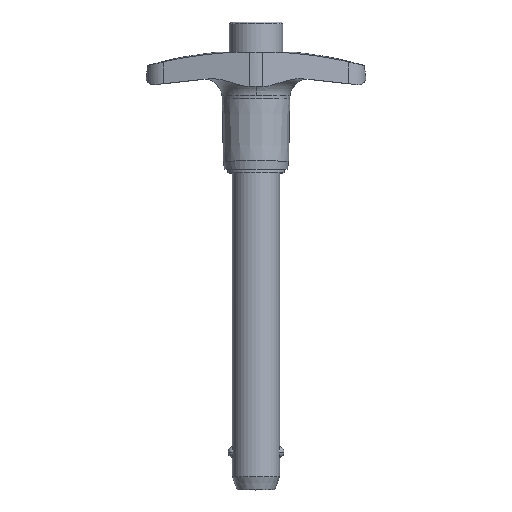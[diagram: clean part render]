
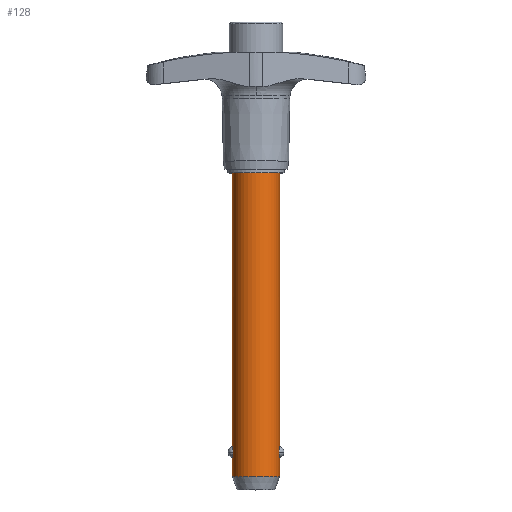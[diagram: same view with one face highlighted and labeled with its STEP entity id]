
A CAD part, top view. The second image highlights one B-rep face of the part: STEP entity #128.
In plain terms, the highlighted cylindrical face has radius 6.35 mm (diameter 12.7 mm), a partial arc.
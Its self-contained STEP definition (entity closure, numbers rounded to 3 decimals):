
#128=ADVANCED_FACE('',(#304),#305,.T.);
#304=FACE_OUTER_BOUND('',#527,.T.);
#305=CYLINDRICAL_SURFACE('',#528,6.35);
#527=EDGE_LOOP('',(#870,#871,#872,#873,#874,#875,#876,#877,#878,#879));
#528=AXIS2_PLACEMENT_3D('',#880,#881,#882);
#870=ORIENTED_EDGE('',*,*,#1477,.T.);
#871=ORIENTED_EDGE('',*,*,#1478,.T.);
#872=ORIENTED_EDGE('',*,*,#1467,.T.);
#873=ORIENTED_EDGE('',*,*,#1479,.T.);
#874=ORIENTED_EDGE('',*,*,#1480,.F.);
#875=ORIENTED_EDGE('',*,*,#1481,.T.);
#876=ORIENTED_EDGE('',*,*,#1482,.T.);
#877=ORIENTED_EDGE('',*,*,#1483,.T.);
#878=ORIENTED_EDGE('',*,*,#1484,.T.);
#879=ORIENTED_EDGE('',*,*,#1485,.T.);
#880=CARTESIAN_POINT('',(0.0,-42.672,0.0));
#881=DIRECTION('',(-0.0,1.0,0.0));
#882=DIRECTION('',(1.0,0.0,0.0));
#1467=EDGE_CURVE('',#1812,#1814,#1816,.T.);
#1477=EDGE_CURVE('',#1829,#1830,#1831,.T.);
#1478=EDGE_CURVE('',#1830,#1812,#1832,.T.);
#1479=EDGE_CURVE('',#1814,#1833,#1834,.T.);
#1480=EDGE_CURVE('',#1835,#1833,#1836,.T.);
#1481=EDGE_CURVE('',#1835,#1837,#1838,.T.);
#1482=EDGE_CURVE('',#1837,#1839,#1840,.T.);
#1483=EDGE_CURVE('',#1839,#1841,#1842,.T.);
#1484=EDGE_CURVE('',#1841,#1843,#1844,.T.);
#1485=EDGE_CURVE('',#1843,#1829,#1845,.T.);
#1812=VERTEX_POINT('',#2989);
#1814=VERTEX_POINT('',#2991);
#1816=B_SPLINE_CURVE_WITH_KNOTS('',3,(#3006,#3007,#3008,#3009,#3010,#3011,#3012,#3013,#3014,#3015,#3016,#3017,#3018,#3019),.UNSPECIFIED.,.F.,.F.,(4,2,2,2,2,2,4),(4.442,4.948,5.455,5.684,5.912,6.288,6.663),.UNSPECIFIED.);
#1829=VERTEX_POINT('',#3142);
#1830=VERTEX_POINT('',#3143);
#1831=LINE('',#3144,#3145);
#1832=B_SPLINE_CURVE_WITH_KNOTS('',3,(#3146,#3147,#3148,#3149,#3150,#3151,#3152,#3153,#3154,#3155,#3156,#3157,#3158,#3159),.UNSPECIFIED.,.F.,.F.,(4,2,2,2,2,2,4),(2.221,2.596,2.971,3.2,3.429,3.935,4.442),.UNSPECIFIED.);
#1833=VERTEX_POINT('',#3160);
#1834=LINE('',#3161,#3162);
#1835=VERTEX_POINT('',#3163);
#1836=CIRCLE('',#3164,6.35);
#1837=VERTEX_POINT('',#3165);
#1838=LINE('',#3166,#3167);
#1839=VERTEX_POINT('',#3168);
#1840=B_SPLINE_CURVE_WITH_KNOTS('',3,(#3169,#3170,#3171,#3172,#3173,#3174,#3175,#3176,#3177,#3178,#3179,#3180,#3181,#3182),.UNSPECIFIED.,.F.,.F.,(4,2,2,2,2,2,4),(6.663,7.038,7.413,7.642,7.871,8.377,8.884),.UNSPECIFIED.);
#1841=VERTEX_POINT('',#3183);
#1842=B_SPLINE_CURVE_WITH_KNOTS('',3,(#3184,#3185,#3186,#3187,#3188,#3189,#3190,#3191,#3192,#3193,#3194,#3195,#3196,#3197),.UNSPECIFIED.,.F.,.F.,(4,2,2,2,2,2,4),(0.0,0.507,1.013,1.242,1.471,1.846,2.221),.UNSPECIFIED.);
#1843=VERTEX_POINT('',#3198);
#1844=LINE('',#3199,#3200);
#1845=CIRCLE('',#3201,6.35);
#2989=CARTESIAN_POINT('',(6.172,-75.128,1.495));
#2991=CARTESIAN_POINT('',(6.35,-73.66,0.));
#3006=CARTESIAN_POINT('',(6.172,-75.128,1.495));
#3007=CARTESIAN_POINT('',(6.172,-74.96,1.495));
#3008=CARTESIAN_POINT('',(6.179,-74.779,1.464));
#3009=CARTESIAN_POINT('',(6.208,-74.443,1.336));
#3010=CARTESIAN_POINT('',(6.229,-74.288,1.24));
#3011=CARTESIAN_POINT('',(6.258,-74.106,1.079));
#3012=CARTESIAN_POINT('',(6.268,-74.048,1.019));
#3013=CARTESIAN_POINT('',(6.288,-73.943,0.891));
#3014=CARTESIAN_POINT('',(6.297,-73.897,0.822));
#3015=CARTESIAN_POINT('',(6.318,-73.798,0.648));
#3016=CARTESIAN_POINT('',(6.33,-73.745,0.522));
#3017=CARTESIAN_POINT('',(6.346,-73.676,0.261));
#3018=CARTESIAN_POINT('',(6.35,-73.66,0.125));
#3019=CARTESIAN_POINT('',(6.35,-73.66,0.));
#3142=CARTESIAN_POINT('',(6.35,-81.839,0.0));
#3143=CARTESIAN_POINT('',(6.35,-76.597,0.));
#3144=CARTESIAN_POINT('',(6.35,-42.672,0.));
#3145=VECTOR('',#4036,1.0);
#3146=CARTESIAN_POINT('',(6.35,-76.597,0.0));
#3147=CARTESIAN_POINT('',(6.35,-76.597,0.125));
#3148=CARTESIAN_POINT('',(6.346,-76.581,0.261));
#3149=CARTESIAN_POINT('',(6.33,-76.512,0.522));
#3150=CARTESIAN_POINT('',(6.318,-76.459,0.648));
#3151=CARTESIAN_POINT('',(6.297,-76.36,0.822));
#3152=CARTESIAN_POINT('',(6.288,-76.313,0.891));
#3153=CARTESIAN_POINT('',(6.268,-76.209,1.019));
#3154=CARTESIAN_POINT('',(6.258,-76.151,1.079));
#3155=CARTESIAN_POINT('',(6.229,-75.969,1.24));
#3156=CARTESIAN_POINT('',(6.208,-75.814,1.336));
#3157=CARTESIAN_POINT('',(6.179,-75.478,1.464));
#3158=CARTESIAN_POINT('',(6.172,-75.297,1.495));
#3159=CARTESIAN_POINT('',(6.172,-75.128,1.495));
#3160=CARTESIAN_POINT('',(6.35,0.0,0.0));
#3161=CARTESIAN_POINT('',(6.35,-42.672,0.));
#3162=VECTOR('',#4037,1.0);
#3163=CARTESIAN_POINT('',(-6.35,0.0,0.));
#3164=AXIS2_PLACEMENT_3D('',#4038,#4039,#4040);
#3165=CARTESIAN_POINT('',(-6.35,-73.66,0.));
#3166=CARTESIAN_POINT('',(-6.35,-42.672,0.));
#3167=VECTOR('',#4041,1.0);
#3168=CARTESIAN_POINT('',(-6.172,-75.128,1.495));
#3169=CARTESIAN_POINT('',(-6.35,-73.66,0.));
#3170=CARTESIAN_POINT('',(-6.35,-73.66,0.125));
#3171=CARTESIAN_POINT('',(-6.346,-73.676,0.261));
#3172=CARTESIAN_POINT('',(-6.33,-73.745,0.522));
#3173=CARTESIAN_POINT('',(-6.318,-73.798,0.648));
#3174=CARTESIAN_POINT('',(-6.297,-73.897,0.822));
#3175=CARTESIAN_POINT('',(-6.288,-73.943,0.891));
#3176=CARTESIAN_POINT('',(-6.268,-74.048,1.019));
#3177=CARTESIAN_POINT('',(-6.258,-74.106,1.079));
#3178=CARTESIAN_POINT('',(-6.229,-74.288,1.24));
#3179=CARTESIAN_POINT('',(-6.208,-74.443,1.336));
#3180=CARTESIAN_POINT('',(-6.179,-74.779,1.464));
#3181=CARTESIAN_POINT('',(-6.172,-74.96,1.495));
#3182=CARTESIAN_POINT('',(-6.172,-75.128,1.495));
#3183=CARTESIAN_POINT('',(-6.35,-76.597,0.));
#3184=CARTESIAN_POINT('',(-6.172,-75.128,1.495));
#3185=CARTESIAN_POINT('',(-6.172,-75.297,1.495));
#3186=CARTESIAN_POINT('',(-6.179,-75.478,1.464));
#3187=CARTESIAN_POINT('',(-6.208,-75.814,1.336));
#3188=CARTESIAN_POINT('',(-6.229,-75.969,1.24));
#3189=CARTESIAN_POINT('',(-6.258,-76.151,1.079));
#3190=CARTESIAN_POINT('',(-6.268,-76.209,1.019));
#3191=CARTESIAN_POINT('',(-6.288,-76.313,0.891));
#3192=CARTESIAN_POINT('',(-6.297,-76.36,0.822));
#3193=CARTESIAN_POINT('',(-6.318,-76.459,0.648));
#3194=CARTESIAN_POINT('',(-6.33,-76.512,0.522));
#3195=CARTESIAN_POINT('',(-6.346,-76.581,0.261));
#3196=CARTESIAN_POINT('',(-6.35,-76.597,0.125));
#3197=CARTESIAN_POINT('',(-6.35,-76.597,0.));
#3198=CARTESIAN_POINT('',(-6.35,-81.839,0.));
#3199=CARTESIAN_POINT('',(-6.35,-42.672,0.));
#3200=VECTOR('',#4042,1.0);
#3201=AXIS2_PLACEMENT_3D('',#4043,#4044,#4045);
#4036=DIRECTION('',(0.0,1.0,0.0));
#4037=DIRECTION('',(0.0,1.0,0.0));
#4038=CARTESIAN_POINT('',(0.0,0.0,0.0));
#4039=DIRECTION('',(-0.0,1.0,0.0));
#4040=DIRECTION('',(1.0,0.0,0.0));
#4041=DIRECTION('',(-0.0,-1.0,-0.0));
#4042=DIRECTION('',(-0.0,-1.0,-0.0));
#4043=CARTESIAN_POINT('',(0.0,-81.839,0.0));
#4044=DIRECTION('',(0.,1.0,0.0));
#4045=DIRECTION('',(1.0,0.,0.0));
